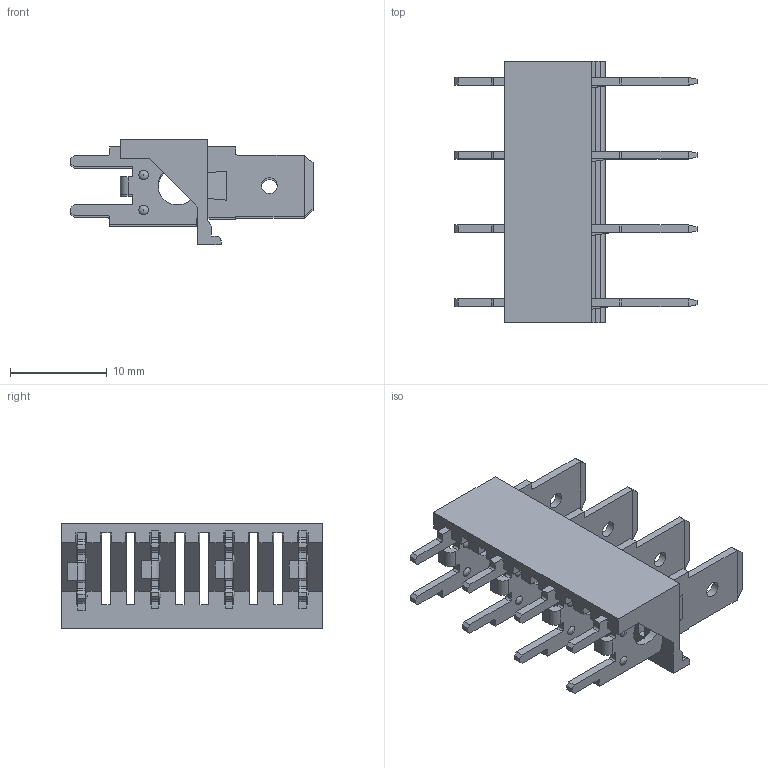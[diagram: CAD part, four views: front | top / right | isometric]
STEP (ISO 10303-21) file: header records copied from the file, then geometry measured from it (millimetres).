
FILE_DESCRIPTION(/* description */ ('Unknown'),/* implementation_level */ '2;1');
FILE_NAME(/* name */ '638363222004',/* time_stamp */ '2020-08-28T11:41:39+02:00',/* author */ ('Unknown'),/* organization */ ('Unknown'),/* preprocessor_version */ 'ST-DEVELOPER v16.7',/* originating_system */ 'DEX',/* authorisation */ $);
FILE_SCHEMA (('AUTOMOTIVE_DESIGN {1 0 10303 214 3 1 1}'));
Length unit declared in the file: millimetre
Products named in the file (3): 6383632220xx; 63800002010; 63800213722
Assembly tree (5 placements, depth 2):
  6383632220xx
    63800002010
    63800213722  x4
Bounding box: 25 x 26.98 x 10.9 mm (x, y, z)
Volume: 1300.3 mm3; surface area: 3034.7 mm2
Topology: 5 solids, 5 shells, 330 faces, 960 edges, 620 vertices
Faces by surface type: plane 245, cylinder 61, cone 16, torus 8
Full cylindrical faces by diameter (mm): 1.65 x4, 4 x4
Entity records: 5277 total; most frequent: ORIENTED_EDGE 934, CARTESIAN_POINT 932, DIRECTION 821, EDGE_CURVE 467, LINE 431, VECTOR 431, VERTEX_POINT 306, AXIS2_PLACEMENT_3D 195
